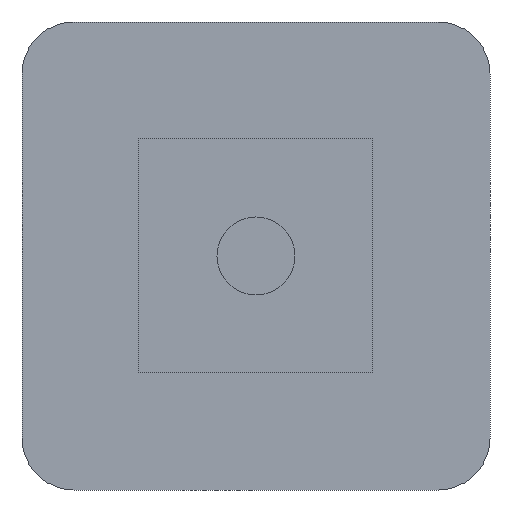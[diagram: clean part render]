
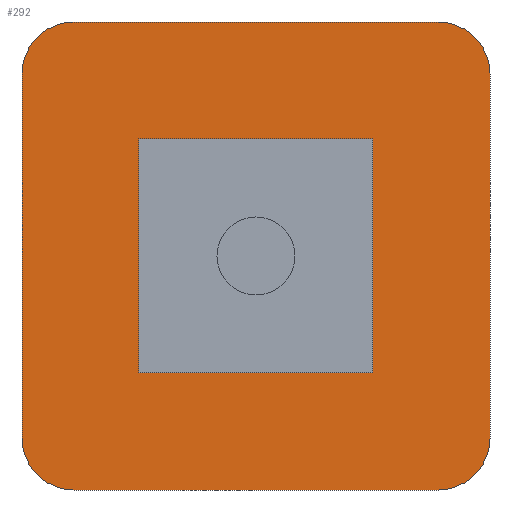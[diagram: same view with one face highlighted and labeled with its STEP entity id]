
A CAD part, front view. The second image highlights one B-rep face of the part: STEP entity #292.
In plain terms, the highlighted planar face has unit normal (0, -1, 0).
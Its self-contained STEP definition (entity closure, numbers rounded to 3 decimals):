
#15=FACE_BOUND('',#48,.T.);
#17=PLANE('',#331);
#30=FACE_OUTER_BOUND('',#47,.T.);
#47=EDGE_LOOP('',(#208,#209,#210,#211,#212,#213,#214,#215));
#48=EDGE_LOOP('',(#216,#217,#218,#219));
#67=LINE('',#458,#96);
#68=LINE('',#462,#97);
#69=LINE('',#466,#98);
#70=LINE('',#469,#99);
#71=LINE('',#472,#100);
#72=LINE('',#474,#101);
#73=LINE('',#476,#102);
#74=LINE('',#477,#103);
#96=VECTOR('',#369,10.);
#97=VECTOR('',#372,10.);
#98=VECTOR('',#375,10.);
#99=VECTOR('',#378,10.);
#100=VECTOR('',#379,10.);
#101=VECTOR('',#380,10.);
#102=VECTOR('',#381,10.);
#103=VECTOR('',#382,10.);
#124=CIRCLE('',#330,2.);
#125=CIRCLE('',#332,2.);
#126=CIRCLE('',#333,2.);
#127=CIRCLE('',#334,2.);
#137=VERTEX_POINT('',#451);
#138=VERTEX_POINT('',#453);
#139=VERTEX_POINT('',#457);
#140=VERTEX_POINT('',#459);
#141=VERTEX_POINT('',#461);
#142=VERTEX_POINT('',#463);
#143=VERTEX_POINT('',#465);
#144=VERTEX_POINT('',#467);
#145=VERTEX_POINT('',#470);
#146=VERTEX_POINT('',#471);
#147=VERTEX_POINT('',#473);
#148=VERTEX_POINT('',#475);
#165=EDGE_CURVE('',#137,#138,#124,.T.);
#167=EDGE_CURVE('',#139,#137,#67,.T.);
#168=EDGE_CURVE('',#140,#139,#125,.T.);
#169=EDGE_CURVE('',#141,#140,#68,.T.);
#170=EDGE_CURVE('',#142,#141,#126,.T.);
#171=EDGE_CURVE('',#143,#142,#69,.T.);
#172=EDGE_CURVE('',#144,#143,#127,.T.);
#173=EDGE_CURVE('',#138,#144,#70,.T.);
#174=EDGE_CURVE('',#145,#146,#71,.T.);
#175=EDGE_CURVE('',#146,#147,#72,.T.);
#176=EDGE_CURVE('',#147,#148,#73,.T.);
#177=EDGE_CURVE('',#148,#145,#74,.T.);
#208=ORIENTED_EDGE('',*,*,#165,.F.);
#209=ORIENTED_EDGE('',*,*,#167,.F.);
#210=ORIENTED_EDGE('',*,*,#168,.F.);
#211=ORIENTED_EDGE('',*,*,#169,.F.);
#212=ORIENTED_EDGE('',*,*,#170,.F.);
#213=ORIENTED_EDGE('',*,*,#171,.F.);
#214=ORIENTED_EDGE('',*,*,#172,.F.);
#215=ORIENTED_EDGE('',*,*,#173,.F.);
#216=ORIENTED_EDGE('',*,*,#174,.T.);
#217=ORIENTED_EDGE('',*,*,#175,.T.);
#218=ORIENTED_EDGE('',*,*,#176,.T.);
#219=ORIENTED_EDGE('',*,*,#177,.T.);
#292=ADVANCED_FACE('',(#30,#15),#17,.F.);
#330=AXIS2_PLACEMENT_3D('',#454,#364,#365);
#331=AXIS2_PLACEMENT_3D('',#456,#367,#368);
#332=AXIS2_PLACEMENT_3D('',#460,#370,#371);
#333=AXIS2_PLACEMENT_3D('',#464,#373,#374);
#334=AXIS2_PLACEMENT_3D('',#468,#376,#377);
#364=DIRECTION('center_axis',(0.,1.,0.));
#365=DIRECTION('ref_axis',(0.707,0.,0.707));
#367=DIRECTION('center_axis',(0.,1.,0.));
#368=DIRECTION('ref_axis',(0.,0.,1.));
#369=DIRECTION('',(1.,0.,0.));
#370=DIRECTION('center_axis',(0.,1.,0.));
#371=DIRECTION('ref_axis',(-0.707,0.,0.707));
#372=DIRECTION('',(0.,0.,1.));
#373=DIRECTION('center_axis',(0.,1.,0.));
#374=DIRECTION('ref_axis',(-0.707,0.,-0.707));
#375=DIRECTION('',(-1.,0.,0.));
#376=DIRECTION('center_axis',(0.,1.,0.));
#377=DIRECTION('ref_axis',(0.707,0.,-0.707));
#378=DIRECTION('',(0.,0.,-1.));
#379=DIRECTION('',(0.,0.,-1.));
#380=DIRECTION('',(-1.,0.,0.));
#381=DIRECTION('',(0.,0.,1.));
#382=DIRECTION('',(1.,0.,0.));
#451=CARTESIAN_POINT('',(7.,10.,9.));
#453=CARTESIAN_POINT('',(9.,10.,7.));
#454=CARTESIAN_POINT('Origin',(7.,10.,7.));
#456=CARTESIAN_POINT('Origin',(0.,10.,0.));
#457=CARTESIAN_POINT('',(-7.,10.,9.));
#458=CARTESIAN_POINT('',(-9.,10.,9.));
#459=CARTESIAN_POINT('',(-9.,10.,7.));
#460=CARTESIAN_POINT('Origin',(-7.,10.,7.));
#461=CARTESIAN_POINT('',(-9.,10.,-7.));
#462=CARTESIAN_POINT('',(-9.,10.,-9.));
#463=CARTESIAN_POINT('',(-7.,10.,-9.));
#464=CARTESIAN_POINT('Origin',(-7.,10.,-7.));
#465=CARTESIAN_POINT('',(7.,10.,-9.));
#466=CARTESIAN_POINT('',(9.,10.,-9.));
#467=CARTESIAN_POINT('',(9.,10.,-7.));
#468=CARTESIAN_POINT('Origin',(7.,10.,-7.));
#469=CARTESIAN_POINT('',(9.,10.,9.));
#470=CARTESIAN_POINT('',(4.5,10.,4.5));
#471=CARTESIAN_POINT('',(4.5,10.,-4.5));
#472=CARTESIAN_POINT('',(4.5,10.,4.5));
#473=CARTESIAN_POINT('',(-4.5,10.,-4.5));
#474=CARTESIAN_POINT('',(4.5,10.,-4.5));
#475=CARTESIAN_POINT('',(-4.5,10.,4.5));
#476=CARTESIAN_POINT('',(-4.5,10.,-4.5));
#477=CARTESIAN_POINT('',(-4.5,10.,4.5));
